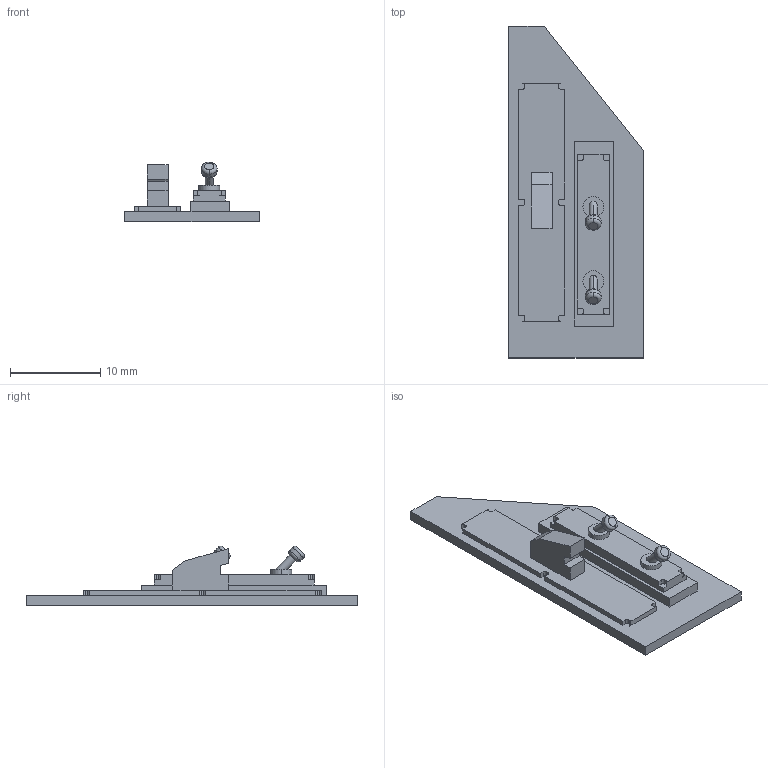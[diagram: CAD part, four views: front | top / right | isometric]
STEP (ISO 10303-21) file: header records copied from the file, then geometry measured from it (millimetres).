
FILE_DESCRIPTION (( 'STEP AP214' ), '1' );
FILE_NAME ('珆尨ん 衵耜醱啣.STEP', '2023-06-18T09:27:34', ( '' ), ( '' ), 'SwSTEP 2.0', 'SolidWorks 2018', '' );
FILE_SCHEMA (( 'AUTOMOTIVE_DESIGN' ));
Length unit declared in the file: millimetre
Products named in the file (1): 珆尨ん 衵耜醱啣
Bounding box: 14.95 x 36.8 x 6.6 mm (x, y, z)
Volume: 858.2 mm3; surface area: 1331.5 mm2
Topology: 2 solids, 2 shells, 107 faces, 274 edges, 180 vertices
Faces by surface type: plane 67, cylinder 32, torus 8
Entity records: 4174 total; most frequent: CARTESIAN_POINT 574, DIRECTION 562, ORIENTED_EDGE 548, EDGE_CURVE 274, LINE 194, VECTOR 194, AXIS2_PLACEMENT_3D 184, VERTEX_POINT 180
